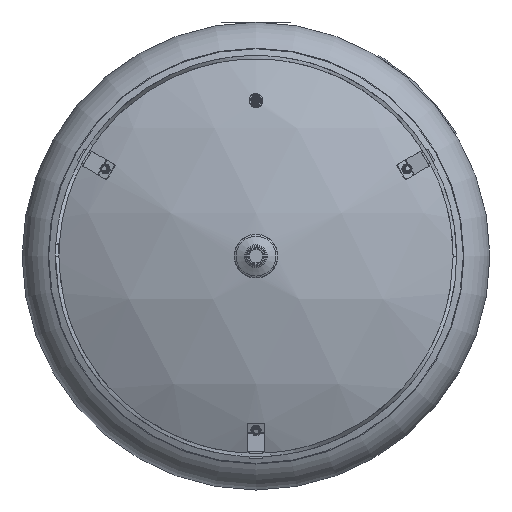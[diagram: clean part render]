
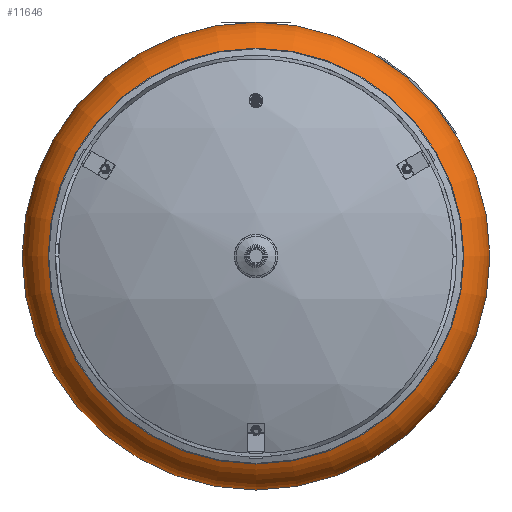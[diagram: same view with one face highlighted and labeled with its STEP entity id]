
A CAD part, front view. The second image highlights one B-rep face of the part: STEP entity #11646.
In plain terms, the highlighted toroidal (fillet/blend) face has major radius 272 mm and minor radius 68 mm.
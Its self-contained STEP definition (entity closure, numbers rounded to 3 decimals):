
#11419=CARTESIAN_POINT('',(302.222,-932.671,0.));
#11420=VERTEX_POINT('',#11419);
#11421=CARTESIAN_POINT('',(0.,-932.671,0.));
#11422=DIRECTION('',(0.0,-1.0,0.0));
#11423=DIRECTION('',(1.0,0.0,0.0));
#11424=AXIS2_PLACEMENT_3D('',#11421,#11422,#11423);
#11425=CIRCLE('',#11424,302.222);
#11426=EDGE_CURVE('',#11420,#11420,#11425,.T.);
#11620=CARTESIAN_POINT('',(340.,-871.756,0.));
#11621=VERTEX_POINT('',#11620);
#11622=CARTESIAN_POINT('',(0.,-871.756,0.));
#11623=DIRECTION('',(0.0,-1.0,0.0));
#11624=DIRECTION('',(1.0,0.0,0.0));
#11625=AXIS2_PLACEMENT_3D('',#11622,#11623,#11624);
#11626=CIRCLE('',#11625,340.0);
#11627=EDGE_CURVE('',#11621,#11621,#11626,.T.);
#11635=CARTESIAN_POINT('',(0.,-871.756,0.));
#11636=DIRECTION('',(0.,-1.0,0.));
#11637=DIRECTION('',(0.0,0.0,1.0));
#11638=AXIS2_PLACEMENT_3D('',#11635,#11636,#11637);
#11639=TOROIDAL_SURFACE('',#11638,272.0,68.);
#11640=ORIENTED_EDGE('',*,*,#11426,.F.);
#11641=EDGE_LOOP('',(#11640));
#11642=FACE_OUTER_BOUND('',#11641,.T.);
#11643=ORIENTED_EDGE('',*,*,#11627,.T.);
#11644=EDGE_LOOP('',(#11643));
#11645=FACE_BOUND('',#11644,.T.);
#11646=ADVANCED_FACE('',(#11642,#11645),#11639,.T.);
